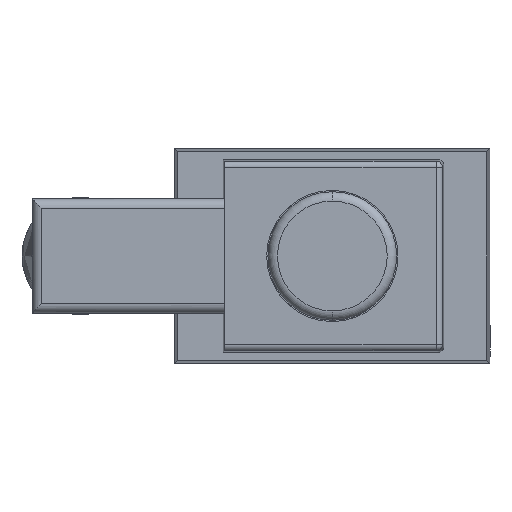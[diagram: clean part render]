
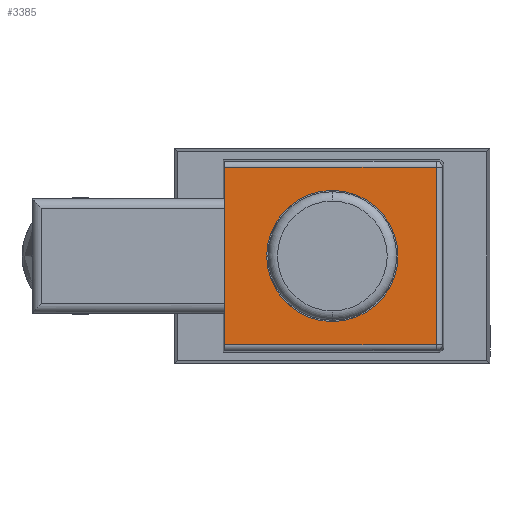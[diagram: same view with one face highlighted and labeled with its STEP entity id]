
A CAD part, left-side view. The second image highlights one B-rep face of the part: STEP entity #3385.
In plain terms, the highlighted planar face has unit normal (-1, 0, 0).
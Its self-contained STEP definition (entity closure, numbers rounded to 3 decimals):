
#118 = DIRECTION ( 'NONE',  ( 0., 1., 0. ) ) ;
#130 = CARTESIAN_POINT ( 'NONE',  ( -104.2, -16.456, -15.047 ) ) ;
#193 = EDGE_CURVE ( 'NONE', #235, #4608, #1607, .T. ) ;
#218 = CARTESIAN_POINT ( 'NONE',  ( -104.2, -16.456, -14.056 ) ) ;
#235 = VERTEX_POINT ( 'NONE', #3836 ) ;
#275 = AXIS2_PLACEMENT_3D ( 'NONE', #333, #4437, #939 ) ;
#333 = CARTESIAN_POINT ( 'NONE',  ( -104.2, 0., 0. ) ) ;
#377 = LINE ( 'NONE', #130, #4865 ) ;
#939 = DIRECTION ( 'NONE',  ( 0., 0., -1. ) ) ;
#945 = ORIENTED_EDGE ( 'NONE', *, *, #5825, .F. ) ;
#1306 = CARTESIAN_POINT ( 'NONE',  ( -104.2, 17.047, 14.056 ) ) ;
#1452 = AXIS2_PLACEMENT_3D ( 'NONE', #4375, #2664, #6617 ) ;
#1547 = VERTEX_POINT ( 'NONE', #4859 ) ;
#1607 = LINE ( 'NONE', #4263, #7438 ) ;
#2044 = CIRCLE ( 'NONE', #6962, 10.4 ) ;
#2112 = DIRECTION ( 'NONE',  ( 1., 0., 0. ) ) ;
#2136 = EDGE_CURVE ( 'NONE', #2891, #6817, #377, .T. ) ;
#2226 = DIRECTION ( 'NONE',  ( 0., -1., 0. ) ) ;
#2524 = FACE_BOUND ( 'NONE', #6060, .T. ) ;
#2664 = DIRECTION ( 'NONE',  ( -1., 0., 0. ) ) ;
#2744 = EDGE_CURVE ( 'NONE', #6817, #235, #5329, .T. ) ;
#2820 = CARTESIAN_POINT ( 'NONE',  ( -104.2, -17.447, 14.056 ) ) ;
#2891 = VERTEX_POINT ( 'NONE', #5980 ) ;
#3077 = ORIENTED_EDGE ( 'NONE', *, *, #2744, .F. ) ;
#3092 = DIRECTION ( 'NONE',  ( 0., 0., -1. ) ) ;
#3102 = CARTESIAN_POINT ( 'NONE',  ( -104.2, 17.047, -14.056 ) ) ;
#3385 = ADVANCED_FACE ( 'NONE', ( #2524, #5404 ), #4958, .T. ) ;
#3836 = CARTESIAN_POINT ( 'NONE',  ( -104.2, 17.047, -14.056 ) ) ;
#4161 = DIRECTION ( 'NONE',  ( 0., 0., 1. ) ) ;
#4263 = CARTESIAN_POINT ( 'NONE',  ( -104.2, 17.047, -15.3 ) ) ;
#4375 = CARTESIAN_POINT ( 'NONE',  ( -104.2, 0., 0. ) ) ;
#4388 = LINE ( 'NONE', #2820, #6822 ) ;
#4437 = DIRECTION ( 'NONE',  ( 1., 0., 0. ) ) ;
#4471 = ORIENTED_EDGE ( 'NONE', *, *, #6389, .T. ) ;
#4608 = VERTEX_POINT ( 'NONE', #1306 ) ;
#4658 = CARTESIAN_POINT ( 'NONE',  ( -104.2, 0., 10.4 ) ) ;
#4859 = CARTESIAN_POINT ( 'NONE',  ( -104.2, 0., -10.4 ) ) ;
#4865 = VECTOR ( 'NONE', #3092, 1000. ) ;
#4956 = ORIENTED_EDGE ( 'NONE', *, *, #2136, .F. ) ;
#4958 = PLANE ( 'NONE',  #1452 ) ;
#5234 = VERTEX_POINT ( 'NONE', #4658 ) ;
#5329 = LINE ( 'NONE', #3102, #5502 ) ;
#5357 = ORIENTED_EDGE ( 'NONE', *, *, #6403, .T. ) ;
#5404 = FACE_OUTER_BOUND ( 'NONE', #6461, .T. ) ;
#5502 = VECTOR ( 'NONE', #118, 1000. ) ;
#5552 = CARTESIAN_POINT ( 'NONE',  ( -104.2, 0., 0. ) ) ;
#5825 = EDGE_CURVE ( 'NONE', #4608, #2891, #4388, .T. ) ;
#5833 = ORIENTED_EDGE ( 'NONE', *, *, #193, .F. ) ;
#5980 = CARTESIAN_POINT ( 'NONE',  ( -104.2, -16.456, 14.056 ) ) ;
#6060 = EDGE_LOOP ( 'NONE', ( #4471, #5357 ) ) ;
#6103 = DIRECTION ( 'NONE',  ( 0., 0., -1. ) ) ;
#6389 = EDGE_CURVE ( 'NONE', #5234, #1547, #2044, .T. ) ;
#6401 = CIRCLE ( 'NONE', #275, 10.4 ) ;
#6403 = EDGE_CURVE ( 'NONE', #1547, #5234, #6401, .T. ) ;
#6461 = EDGE_LOOP ( 'NONE', ( #4956, #945, #5833, #3077 ) ) ;
#6617 = DIRECTION ( 'NONE',  ( 0., 0., -1. ) ) ;
#6817 = VERTEX_POINT ( 'NONE', #218 ) ;
#6822 = VECTOR ( 'NONE', #2226, 1000. ) ;
#6962 = AXIS2_PLACEMENT_3D ( 'NONE', #5552, #2112, #6103 ) ;
#7438 = VECTOR ( 'NONE', #4161, 1000. ) ;
